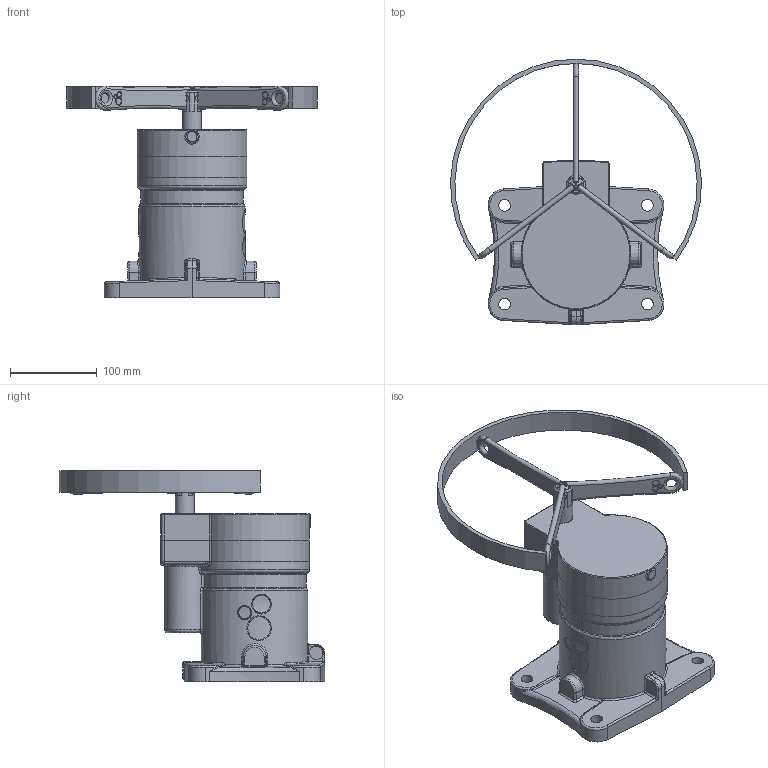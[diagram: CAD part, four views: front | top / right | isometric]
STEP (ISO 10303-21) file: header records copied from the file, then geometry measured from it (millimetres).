
FILE_DESCRIPTION(/* description */ (''),/* implementation_level */ '2;1');
FILE_NAME(/* name */ 'AL JI RS2794_SLD with HandleSwing Ring.stp',/* time_stamp */ '2023-03-12T09:59:42+10:00',/* author */ ('a.tao491'),/* organization */ (''),/* preprocessor_version */ 'ST-DEVELOPER v16.5',/* originating_system */ 'Autodesk Inventor 2017',/* authorisation */ '');
FILE_SCHEMA (('AUTOMOTIVE_DESIGN { 1 0 10303 214 3 1 1 }'));
Length unit declared in the file: millimetre
Products named in the file (7): AL JI RS2794_SLD with  HandleSwing Ring; 2755_SLD; RS2406_SLD; 1587; 2746; 1581; AL JI HandleSwing Ring
Assembly tree (8 placements, depth 3):
  AL JI RS2794_SLD with  HandleSwing Ring
    2755_SLD
    RS2406_SLD  x3
      1587
      2746
      1581
    AL JI HandleSwing Ring
Bounding box: 289.81 x 306.5 x 244.46 mm (x, y, z)
Volume: 3225190.6 mm3; surface area: 244740.9 mm2
Topology: 11 solids, 11 shells, 451 faces, 1042 edges, 621 vertices
Faces by surface type: cylinder 128, bspline 116, plane 108, torus 71, cone 20, sphere 8
Full cylindrical faces by diameter (mm): 6 x6, 7 x3, 13.5 x4, 20 x1, 22 x3, 123 x1
Entity records: 14333 total; most frequent: CARTESIAN_POINT 6642, DIRECTION 1496, ORIENTED_EDGE 1486, EDGE_CURVE 743, AXIS2_PLACEMENT_3D 635, VERTEX_POINT 450, EDGE_LOOP 395, FACE_OUTER_BOUND 341
